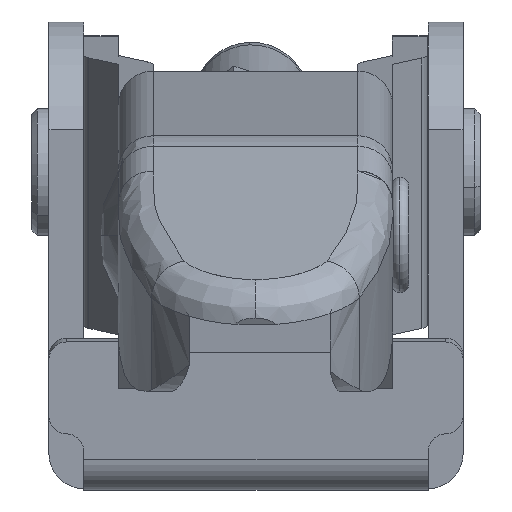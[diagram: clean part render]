
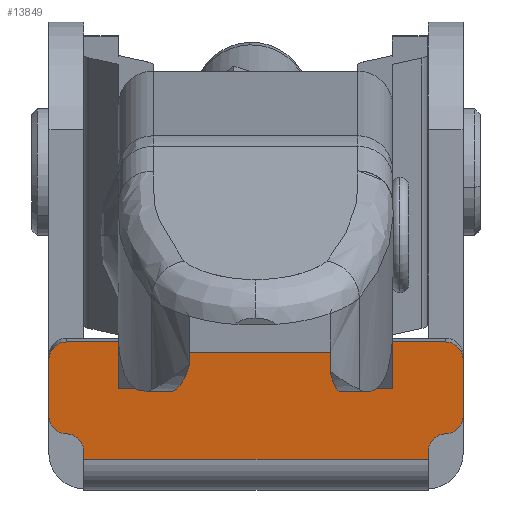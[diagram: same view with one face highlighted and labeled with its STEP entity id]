
A CAD part, left-side view. The second image highlights one B-rep face of the part: STEP entity #13849.
In plain terms, the highlighted face is planar.
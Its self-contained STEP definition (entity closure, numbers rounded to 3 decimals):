
#584 = EDGE_CURVE ( 'NONE', #6370, #32890, #35124, .T. ) ;
#972 = CARTESIAN_POINT ( 'NONE',  ( -44., 35.8, 11.7 ) ) ;
#1253 = VERTEX_POINT ( 'NONE', #14113 ) ;
#1714 = LINE ( 'NONE', #27048, #10003 ) ;
#2351 = LINE ( 'NONE', #30939, #30838 ) ;
#3148 = DIRECTION ( 'NONE',  ( 1., 0., 0. ) ) ;
#4233 = CARTESIAN_POINT ( 'NONE',  ( -44., 1.5, 6.7 ) ) ;
#4670 = ORIENTED_EDGE ( 'NONE', *, *, #17436, .T. ) ;
#5872 = CIRCLE ( 'NONE', #36055, 1.5 ) ;
#6199 = CARTESIAN_POINT ( 'NONE',  ( -44., 32.8, 3. ) ) ;
#6370 = VERTEX_POINT ( 'NONE', #18370 ) ;
#6459 = CARTESIAN_POINT ( 'NONE',  ( -44., 0., 6.7 ) ) ;
#7642 = DIRECTION ( 'NONE',  ( -1., 0., 0. ) ) ;
#7781 = DIRECTION ( 'NONE',  ( 0., 0., -1. ) ) ;
#8181 = EDGE_CURVE ( 'NONE', #31574, #44996, #5872, .T. ) ;
#8281 = AXIS2_PLACEMENT_3D ( 'NONE', #35349, #13912, #38955 ) ;
#9046 = DIRECTION ( 'NONE',  ( 0., 0., -1. ) ) ;
#9321 = AXIS2_PLACEMENT_3D ( 'NONE', #4233, #29233, #7781 ) ;
#9438 = ORIENTED_EDGE ( 'NONE', *, *, #43387, .T. ) ;
#9737 = CARTESIAN_POINT ( 'NONE',  ( -44., 17.9, 13.2 ) ) ;
#10003 = VECTOR ( 'NONE', #37811, 1000. ) ;
#10092 = VERTEX_POINT ( 'NONE', #40987 ) ;
#11333 = DIRECTION ( 'NONE',  ( 1., 0., 0. ) ) ;
#12192 = VECTOR ( 'NONE', #45676, 1000. ) ;
#12267 = DIRECTION ( 'NONE',  ( 0., -1., 0. ) ) ;
#12441 = ORIENTED_EDGE ( 'NONE', *, *, #42425, .T. ) ;
#12811 = CARTESIAN_POINT ( 'NONE',  ( -44., 34.3, 11.7 ) ) ;
#12919 = CIRCLE ( 'NONE', #31942, 1.5 ) ;
#13601 = ORIENTED_EDGE ( 'NONE', *, *, #584, .F. ) ;
#13849 = ADVANCED_FACE ( 'NONE', ( #21885 ), #17923, .F. ) ;
#13879 = ORIENTED_EDGE ( 'NONE', *, *, #40069, .T. ) ;
#13912 = DIRECTION ( 'NONE',  ( -1., 0., 0. ) ) ;
#14113 = CARTESIAN_POINT ( 'NONE',  ( -44., 1.5, 5.2 ) ) ;
#14268 = VERTEX_POINT ( 'NONE', #6199 ) ;
#14466 = LINE ( 'NONE', #33928, #32381 ) ;
#16011 = DIRECTION ( 'NONE',  ( 0., -1., 0. ) ) ;
#16122 = VECTOR ( 'NONE', #16011, 1000. ) ;
#16134 = EDGE_CURVE ( 'NONE', #36762, #10092, #1714, .T. ) ;
#16356 = VERTEX_POINT ( 'NONE', #29988 ) ;
#16440 = DIRECTION ( 'NONE',  ( 0., 0., -1. ) ) ;
#16847 = DIRECTION ( 'NONE',  ( 0., 0., -1. ) ) ;
#17264 = VERTEX_POINT ( 'NONE', #6459 ) ;
#17436 = EDGE_CURVE ( 'NONE', #10092, #31574, #33783, .T. ) ;
#17923 = PLANE ( 'NONE',  #32619 ) ;
#18131 = CARTESIAN_POINT ( 'NONE',  ( -44., 1.5, 3.7 ) ) ;
#18340 = LINE ( 'NONE', #33715, #36234 ) ;
#18370 = CARTESIAN_POINT ( 'NONE',  ( -44., 34.3, 13.2 ) ) ;
#19377 = CARTESIAN_POINT ( 'NONE',  ( -44., 3., 3.7 ) ) ;
#20614 = LINE ( 'NONE', #20624, #12192 ) ;
#20624 = CARTESIAN_POINT ( 'NONE',  ( -44., 32.8, 0. ) ) ;
#21753 = DIRECTION ( 'NONE',  ( 0., 0., -1. ) ) ;
#21885 = FACE_OUTER_BOUND ( 'NONE', #26802, .T. ) ;
#23457 = CARTESIAN_POINT ( 'NONE',  ( -44., 32.8, 3.7 ) ) ;
#24545 = CARTESIAN_POINT ( 'NONE',  ( -44., 34.3, 3.7 ) ) ;
#24614 = VERTEX_POINT ( 'NONE', #36626 ) ;
#26349 = AXIS2_PLACEMENT_3D ( 'NONE', #18131, #43198, #21753 ) ;
#26802 = EDGE_LOOP ( 'NONE', ( #13601, #34230, #38912, #4670, #45291, #31856, #9438, #40377, #12441, #29923, #45476, #13879 ) ) ;
#26861 = VERTEX_POINT ( 'NONE', #19377 ) ;
#27048 = CARTESIAN_POINT ( 'NONE',  ( -44., 35.8, 3. ) ) ;
#28146 = DIRECTION ( 'NONE',  ( 0., 0., -1. ) ) ;
#29098 = CARTESIAN_POINT ( 'NONE',  ( -44., 34.3, 6.7 ) ) ;
#29106 = EDGE_CURVE ( 'NONE', #6370, #36762, #12919, .T. ) ;
#29233 = DIRECTION ( 'NONE',  ( -1., 0., 0. ) ) ;
#29602 = CARTESIAN_POINT ( 'NONE',  ( -44., 34.3, 5.2 ) ) ;
#29923 = ORIENTED_EDGE ( 'NONE', *, *, #37956, .T. ) ;
#29988 = CARTESIAN_POINT ( 'NONE',  ( -44., 0., 11.7 ) ) ;
#30062 = CIRCLE ( 'NONE', #26349, 1.5 ) ;
#30838 = VECTOR ( 'NONE', #16847, 1000. ) ;
#30939 = CARTESIAN_POINT ( 'NONE',  ( -44., 3., 0. ) ) ;
#31574 = VERTEX_POINT ( 'NONE', #29602 ) ;
#31856 = ORIENTED_EDGE ( 'NONE', *, *, #43041, .F. ) ;
#31942 = AXIS2_PLACEMENT_3D ( 'NONE', #12811, #37855, #16440 ) ;
#32381 = VECTOR ( 'NONE', #9046, 1000. ) ;
#32619 = AXIS2_PLACEMENT_3D ( 'NONE', #32767, #11333, #36371 ) ;
#32678 = DIRECTION ( 'NONE',  ( 0., 0., -1. ) ) ;
#32767 = CARTESIAN_POINT ( 'NONE',  ( -44., -26.523, 3. ) ) ;
#32890 = VERTEX_POINT ( 'NONE', #44059 ) ;
#33715 = CARTESIAN_POINT ( 'NONE',  ( -44., -26.523, 3. ) ) ;
#33783 = CIRCLE ( 'NONE', #39283, 1.5 ) ;
#33928 = CARTESIAN_POINT ( 'NONE',  ( -44., 0., 3. ) ) ;
#34230 = ORIENTED_EDGE ( 'NONE', *, *, #29106, .T. ) ;
#35124 = LINE ( 'NONE', #9737, #16122 ) ;
#35349 = CARTESIAN_POINT ( 'NONE',  ( -44., 1.5, 11.7 ) ) ;
#35777 = CIRCLE ( 'NONE', #9321, 1.5 ) ;
#36055 = AXIS2_PLACEMENT_3D ( 'NONE', #24545, #3148, #28146 ) ;
#36234 = VECTOR ( 'NONE', #12267, 1000. ) ;
#36371 = DIRECTION ( 'NONE',  ( 0., 0., -1. ) ) ;
#36504 = EDGE_CURVE ( 'NONE', #26861, #24614, #2351, .T. ) ;
#36626 = CARTESIAN_POINT ( 'NONE',  ( -44., 3., 3. ) ) ;
#36762 = VERTEX_POINT ( 'NONE', #972 ) ;
#37811 = DIRECTION ( 'NONE',  ( 0., 0., -1. ) ) ;
#37855 = DIRECTION ( 'NONE',  ( -1., 0., 0. ) ) ;
#37956 = EDGE_CURVE ( 'NONE', #1253, #17264, #35777, .T. ) ;
#38912 = ORIENTED_EDGE ( 'NONE', *, *, #16134, .T. ) ;
#38955 = DIRECTION ( 'NONE',  ( 0., 0., -1. ) ) ;
#39283 = AXIS2_PLACEMENT_3D ( 'NONE', #29098, #7642, #32678 ) ;
#39728 = EDGE_CURVE ( 'NONE', #16356, #17264, #14466, .T. ) ;
#40069 = EDGE_CURVE ( 'NONE', #16356, #32890, #45855, .T. ) ;
#40377 = ORIENTED_EDGE ( 'NONE', *, *, #36504, .F. ) ;
#40987 = CARTESIAN_POINT ( 'NONE',  ( -44., 35.8, 6.7 ) ) ;
#42425 = EDGE_CURVE ( 'NONE', #26861, #1253, #30062, .T. ) ;
#43041 = EDGE_CURVE ( 'NONE', #14268, #44996, #20614, .T. ) ;
#43198 = DIRECTION ( 'NONE',  ( 1., 0., 0. ) ) ;
#43387 = EDGE_CURVE ( 'NONE', #14268, #24614, #18340, .T. ) ;
#44059 = CARTESIAN_POINT ( 'NONE',  ( -44., 1.5, 13.2 ) ) ;
#44996 = VERTEX_POINT ( 'NONE', #23457 ) ;
#45291 = ORIENTED_EDGE ( 'NONE', *, *, #8181, .T. ) ;
#45476 = ORIENTED_EDGE ( 'NONE', *, *, #39728, .F. ) ;
#45676 = DIRECTION ( 'NONE',  ( 0., 0., 1. ) ) ;
#45855 = CIRCLE ( 'NONE', #8281, 1.5 ) ;
